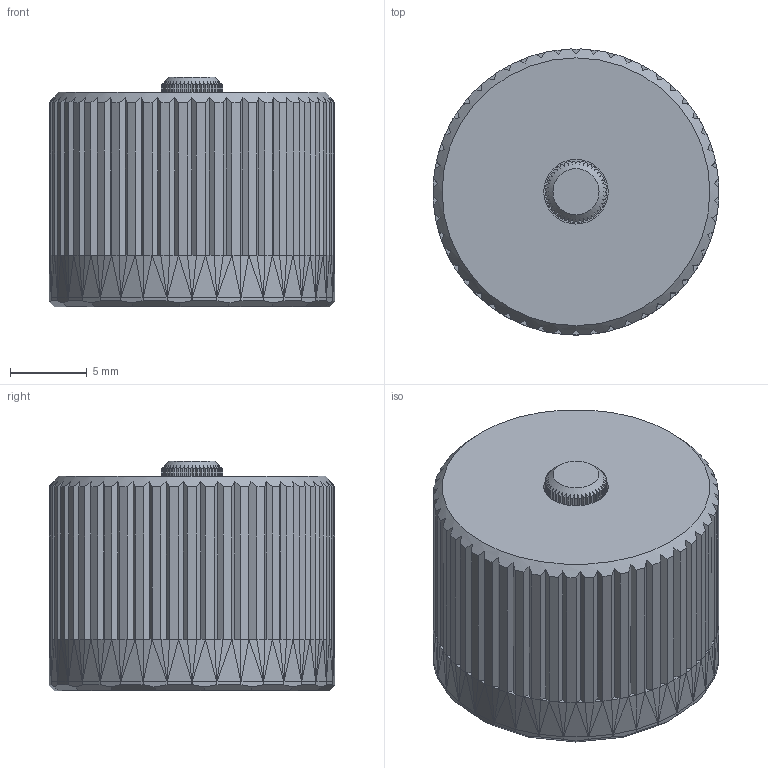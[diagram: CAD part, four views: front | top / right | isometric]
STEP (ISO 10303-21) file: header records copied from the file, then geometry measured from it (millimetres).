
FILE_DESCRIPTION(/* description */ (''),/* implementation_level */ '2;1');
FILE_NAME(/* name */ 'clippard_r331_cap.step',/* time_stamp */ '2020-12-02T21:03:35+01:00',/* author */ (''),/* organization */ (''),/* preprocessor_version */ 'ST-DEVELOPER v18.1',/* originating_system */ 'Autodesk Translation Framework v9.3.0.1241',/* authorisation */ '');
FILE_SCHEMA (('AUTOMOTIVE_DESIGN { 1 0 10303 214 3 1 1 }'));
Length unit declared in the file: millimetre
Products named in the file (1): clippard_r331_cap
Bounding box: 18.6 x 18.6 x 14.95 mm (x, y, z)
Volume: 3641.1 mm3; surface area: 1554.5 mm2
Topology: 1 solids, 1 shells, 632 faces, 1512 edges, 885 vertices
Faces by surface type: plane 584, cylinder 46, cone 2
Full cylindrical faces by diameter (mm): 4.2 x1, 5 x1
Entity records: 17312 total; most frequent: CARTESIAN_POINT 3508, ORIENTED_EDGE 3024, DIRECTION 2633, EDGE_CURVE 1512, LINE 1179, VECTOR 1179, VERTEX_POINT 885, AXIS2_PLACEMENT_3D 727
